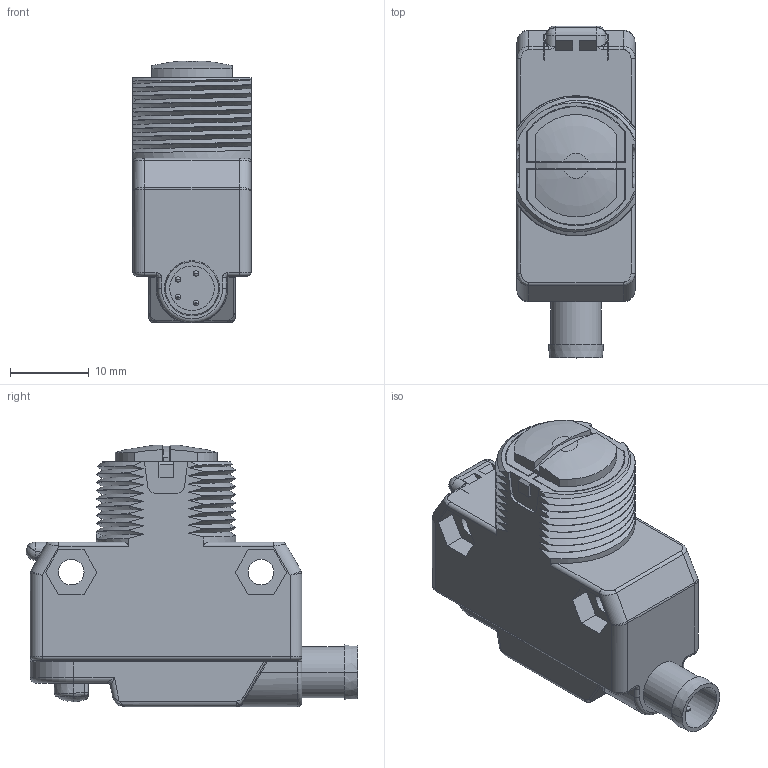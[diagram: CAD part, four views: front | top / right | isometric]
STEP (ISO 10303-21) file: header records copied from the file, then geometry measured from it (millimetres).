
FILE_DESCRIPTION((''),'2;1');
FILE_NAME('139447_SW','2008-04-04T',('banengservice'),('BANNER ENGINEERING'),'PRO/ENGINEER BY PARAMETRIC TECHNOLOGY CORPORATION, 2006170','PRO/ENGINEER BY PARAMETRIC TECHNOLOGY CORPORATION, 2006170','');
FILE_SCHEMA(('CONFIG_CONTROL_DESIGN'));
Length unit declared in the file: inch
Products named in the file (1): 139447_SW
Bounding box: 15 x 42.14 x 33.2 mm (x, y, z)
Volume: 11385.5 mm3; surface area: 4753.2 mm2
Topology: 1 solids, 1 shells, 408 faces, 1047 edges, 652 vertices
Faces by surface type: plane 151, cylinder 126, bspline 100, torus 12, sphere 11, cone 6, revolution 2
Entity records: 18336 total; most frequent: CARTESIAN_POINT 9170, ORIENTED_EDGE 2088, DIRECTION 1594, EDGE_CURVE 1044, VERTEX_POINT 652, AXIS2_PLACEMENT_3D 534, VECTOR 524, LINE 524
